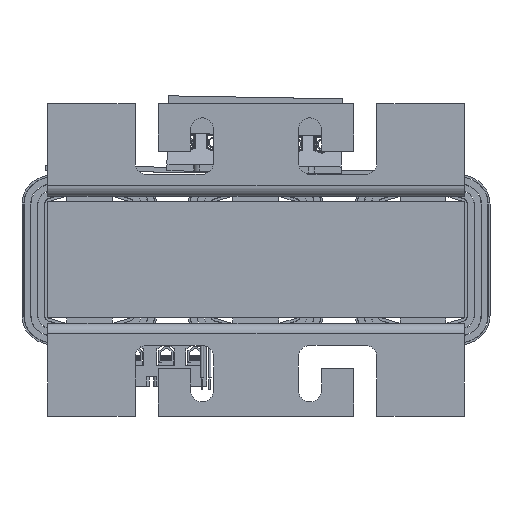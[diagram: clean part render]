
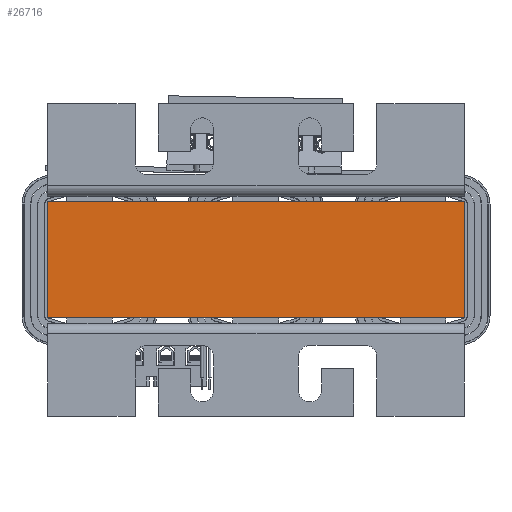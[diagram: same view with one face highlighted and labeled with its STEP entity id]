
A CAD part, front view. The second image highlights one B-rep face of the part: STEP entity #26716.
In plain terms, the highlighted planar face has unit normal (0, -1, 0).
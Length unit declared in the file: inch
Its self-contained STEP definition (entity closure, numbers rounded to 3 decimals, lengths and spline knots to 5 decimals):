
#1894=FACE_OUTER_BOUND('',#3400,.T.);
#3400=EDGE_LOOP('',(#18687,#18688,#18689,#18690));
#6026=LINE('',#38865,#8819);
#6031=LINE('',#38874,#8824);
#6035=LINE('',#38882,#8828);
#6036=LINE('',#38884,#8829);
#8819=VECTOR('',#31677,0.3937);
#8824=VECTOR('',#31684,0.3937);
#8828=VECTOR('',#31692,0.3937);
#8829=VECTOR('',#31695,0.3937);
#11538=VERTEX_POINT('',#38861);
#11540=VERTEX_POINT('',#38864);
#11542=VERTEX_POINT('',#38870);
#11545=VERTEX_POINT('',#38880);
#14280=EDGE_CURVE('',#11540,#11538,#6026,.T.);
#14285=EDGE_CURVE('',#11542,#11540,#6031,.T.);
#14289=EDGE_CURVE('',#11538,#11545,#6035,.T.);
#14290=EDGE_CURVE('',#11545,#11542,#6036,.T.);
#18687=ORIENTED_EDGE('',*,*,#14290,.T.);
#18688=ORIENTED_EDGE('',*,*,#14285,.T.);
#18689=ORIENTED_EDGE('',*,*,#14280,.T.);
#18690=ORIENTED_EDGE('',*,*,#14289,.T.);
#25686=PLANE('',#28847);
#26716=ADVANCED_FACE('',(#1894),#25686,.T.);
#28847=AXIS2_PLACEMENT_3D('',#38883,#31693,#31694);
#31677=DIRECTION('',(1.,0.,0.));
#31684=DIRECTION('',(0.,0.,-1.));
#31692=DIRECTION('',(0.,0.,1.));
#31693=DIRECTION('center_axis',(0.,-1.,0.));
#31694=DIRECTION('ref_axis',(0.,0.,-1.));
#31695=DIRECTION('',(-1.,0.,0.));
#38861=CARTESIAN_POINT('',(7.71526,-0.95864,-1.25));
#38864=CARTESIAN_POINT('',(-1.28474,-0.95864,-1.25));
#38865=CARTESIAN_POINT('',(7.71526,-0.95864,-1.25));
#38870=CARTESIAN_POINT('',(-1.28474,-0.95864,1.25));
#38874=CARTESIAN_POINT('',(-1.28474,-0.95864,0.));
#38880=CARTESIAN_POINT('',(7.71526,-0.95864,1.25));
#38882=CARTESIAN_POINT('',(7.71526,-0.95864,0.));
#38883=CARTESIAN_POINT('Origin',(7.71526,-0.95864,0.));
#38884=CARTESIAN_POINT('',(7.71526,-0.95864,1.25));
